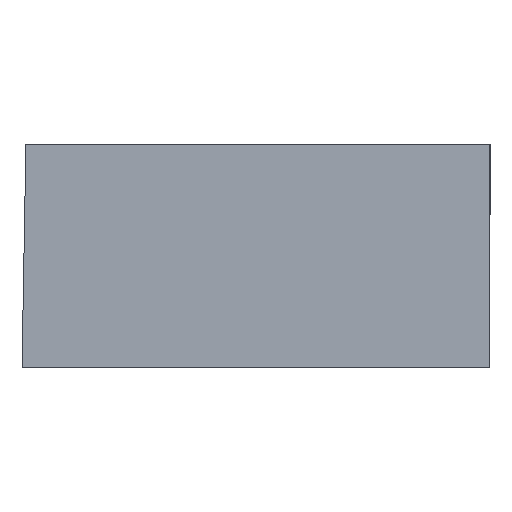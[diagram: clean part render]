
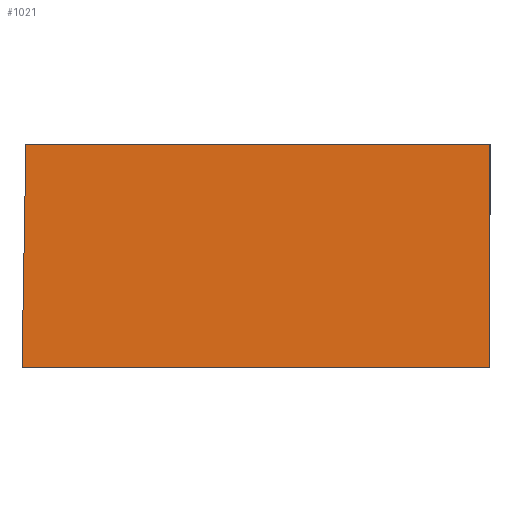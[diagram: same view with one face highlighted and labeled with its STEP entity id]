
A CAD part, left-side view. The second image highlights one B-rep face of the part: STEP entity #1021.
In plain terms, the highlighted planar face has unit normal (-1, 0, 0.018).
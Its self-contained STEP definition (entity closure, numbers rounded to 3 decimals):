
#178 = DIRECTION ( 'NONE',  ( 0., -1., 0. ) ) ;
#268 = CARTESIAN_POINT ( 'NONE',  ( -51.9, 0., 0. ) ) ;
#559 = VERTEX_POINT ( 'NONE', #6510 ) ;
#927 = EDGE_CURVE ( 'NONE', #9693, #559, #4229, .T. ) ;
#1021 = ADVANCED_FACE ( 'NONE', ( #3988 ), #3926, .T. ) ;
#1446 = EDGE_CURVE ( 'NONE', #7418, #9693, #3254, .T. ) ;
#1476 = DIRECTION ( 'NONE',  ( -0.017, 0., -1. ) ) ;
#2653 = CARTESIAN_POINT ( 'NONE',  ( -51.868, 41.868, 1.811 ) ) ;
#3211 = VECTOR ( 'NONE', #7063, 1000. ) ;
#3254 = LINE ( 'NONE', #268, #3211 ) ;
#3330 = VECTOR ( 'NONE', #1476, 1000. ) ;
#3844 = CARTESIAN_POINT ( 'NONE',  ( -51.9, 0., 0. ) ) ;
#3896 = EDGE_LOOP ( 'NONE', ( #5681, #6081, #5974, #5888 ) ) ;
#3926 = PLANE ( 'NONE',  #9823 ) ;
#3988 = FACE_OUTER_BOUND ( 'NONE', #3896, .T. ) ;
#4150 = VECTOR ( 'NONE', #9662, 1000. ) ;
#4229 = LINE ( 'NONE', #2653, #4150 ) ;
#5185 = LINE ( 'NONE', #10188, #3330 ) ;
#5671 = DIRECTION ( 'NONE',  ( 0.017, 0., 1. ) ) ;
#5681 = ORIENTED_EDGE ( 'NONE', *, *, #8500, .F. ) ;
#5888 = ORIENTED_EDGE ( 'NONE', *, *, #1446, .F. ) ;
#5974 = ORIENTED_EDGE ( 'NONE', *, *, #927, .F. ) ;
#6081 = ORIENTED_EDGE ( 'NONE', *, *, #6729, .F. ) ;
#6470 = VERTEX_POINT ( 'NONE', #11018 ) ;
#6510 = CARTESIAN_POINT ( 'NONE',  ( -51.551, 41.551, 20. ) ) ;
#6729 = EDGE_CURVE ( 'NONE', #559, #6470, #7892, .T. ) ;
#6981 = CARTESIAN_POINT ( 'NONE',  ( -51.551, 41.9, 20. ) ) ;
#7063 = DIRECTION ( 'NONE',  ( 0., 1., 0. ) ) ;
#7418 = VERTEX_POINT ( 'NONE', #8616 ) ;
#7877 = VECTOR ( 'NONE', #178, 1000. ) ;
#7892 = LINE ( 'NONE', #6981, #7877 ) ;
#8500 = EDGE_CURVE ( 'NONE', #6470, #7418, #5185, .T. ) ;
#8616 = CARTESIAN_POINT ( 'NONE',  ( -51.9, 0., 0. ) ) ;
#9662 = DIRECTION ( 'NONE',  ( 0.017, -0.017, 1. ) ) ;
#9693 = VERTEX_POINT ( 'NONE', #10946 ) ;
#9823 = AXIS2_PLACEMENT_3D ( 'NONE', #3844, #10877, #5671 ) ;
#10188 = CARTESIAN_POINT ( 'NONE',  ( -51.868, 0., 1.811 ) ) ;
#10877 = DIRECTION ( 'NONE',  ( -1., 0., 0.017 ) ) ;
#10946 = CARTESIAN_POINT ( 'NONE',  ( -51.9, 41.9, 0. ) ) ;
#11018 = CARTESIAN_POINT ( 'NONE',  ( -51.551, 0., 20. ) ) ;
